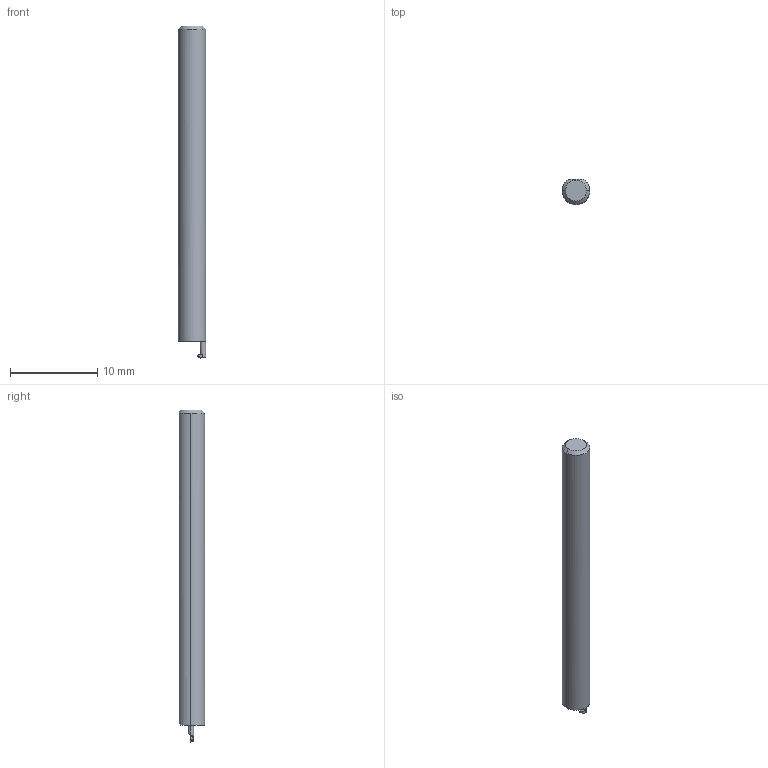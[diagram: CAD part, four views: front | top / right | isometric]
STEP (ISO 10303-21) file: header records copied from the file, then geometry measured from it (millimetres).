
FILE_DESCRIPTION (( 'STEP AP214' ), '1' );
FILE_NAME ('Micro_IT-040075X.STEP', '2021-09-08T12:53:53', ( '' ), ( '' ), 'SwSTEP 2.0', 'SolidWorks 2020', '' );
FILE_SCHEMA (( 'AUTOMOTIVE_DESIGN' ));
Length unit declared in the file: inch
Products named in the file (1): Micro_IT-040075X
Bounding box: 3.17 x 2.92 x 38.1 mm (x, y, z)
Volume: 275.7 mm3; surface area: 374.1 mm2
Topology: 1 solids, 1 shells, 24 faces, 58 edges, 36 vertices
Faces by surface type: plane 12, cylinder 10, cone 2
Entity records: 771 total; most frequent: CARTESIAN_POINT 203, ORIENTED_EDGE 116, DIRECTION 104, EDGE_CURVE 58, AXIS2_PLACEMENT_3D 37, VERTEX_POINT 36, VECTOR 30, LINE 30
